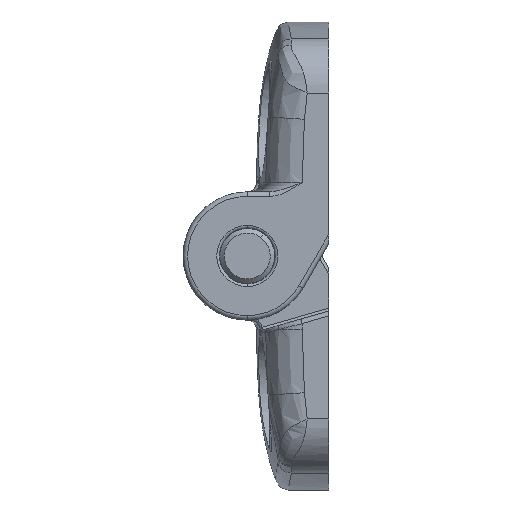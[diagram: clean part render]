
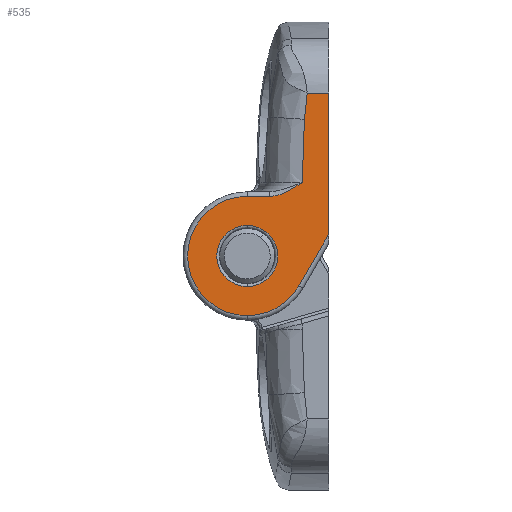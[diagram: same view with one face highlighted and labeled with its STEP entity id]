
A CAD part, left-side view. The second image highlights one B-rep face of the part: STEP entity #535.
In plain terms, the highlighted face is planar.
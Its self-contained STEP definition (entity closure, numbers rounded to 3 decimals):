
#23 = ORIENTED_EDGE ( 'NONE', *, *, #1896, .T. ) ;
#28 = ORIENTED_EDGE ( 'NONE', *, *, #2028, .T. ) ;
#88 = ORIENTED_EDGE ( 'NONE', *, *, #2043, .T. ) ;
#117 = VERTEX_POINT ( 'NONE', #3425 ) ;
#173 = EDGE_LOOP ( 'NONE', ( #3822, #4235 ) ) ;
#222 = ORIENTED_EDGE ( 'NONE', *, *, #668, .T. ) ;
#232 = AXIS2_PLACEMENT_3D ( 'NONE', #1350, #1327, #1321 ) ;
#270 = ORIENTED_EDGE ( 'NONE', *, *, #2151, .T. ) ;
#298 = AXIS2_PLACEMENT_3D ( 'NONE', #1910, #1897, #1862 ) ;
#307 = LINE ( 'NONE', #526, #3215 ) ;
#347 = EDGE_CURVE ( 'NONE', #2888, #558, #2357, .T. ) ;
#379 = VERTEX_POINT ( 'NONE', #2861 ) ;
#380 = ORIENTED_EDGE ( 'NONE', *, *, #3413, .T. ) ;
#396 = ORIENTED_EDGE ( 'NONE', *, *, #2597, .F. ) ;
#408 = CARTESIAN_POINT ( 'NONE',  ( 24., 6.485, -6.5 ) ) ;
#460 = ORIENTED_EDGE ( 'NONE', *, *, #3405, .T. ) ;
#465 = CARTESIAN_POINT ( 'NONE',  ( 24., 0., 1.134 ) ) ;
#483 = CARTESIAN_POINT ( 'NONE',  ( 24., 2.514, -16.814 ) ) ;
#519 = CARTESIAN_POINT ( 'NONE',  ( 24., 8.9, 6.5 ) ) ;
#526 = CARTESIAN_POINT ( 'NONE',  ( 24., 7.351, 10.317 ) ) ;
#535 = ADVANCED_FACE ( 'NONE', ( #3223, #1274 ), #2030, .F. ) ;
#556 = DIRECTION ( 'NONE',  ( 0., -0.5, -0.866 ) ) ;
#558 = VERTEX_POINT ( 'NONE', #1840 ) ;
#625 = AXIS2_PLACEMENT_3D ( 'NONE', #1590, #1588, #1580 ) ;
#668 = EDGE_CURVE ( 'NONE', #3120, #3016, #3663, .T. ) ;
#894 = CIRCLE ( 'NONE', #625, 3.325 ) ;
#897 = CARTESIAN_POINT ( 'NONE',  ( 24., 2.677, -14.899 ) ) ;
#965 = DIRECTION ( 'NONE',  ( 0., 0., 1. ) ) ;
#972 = DIRECTION ( 'NONE',  ( 1., 0., 0. ) ) ;
#973 = CARTESIAN_POINT ( 'NONE',  ( 24., 8.9, 0. ) ) ;
#991 = VERTEX_POINT ( 'NONE', #2057 ) ;
#1057 = DIRECTION ( 'NONE',  ( 0., 1., 0. ) ) ;
#1082 = CARTESIAN_POINT ( 'NONE',  ( 24., 7.9, -6.5 ) ) ;
#1106 = VERTEX_POINT ( 'NONE', #408 ) ;
#1214 = CARTESIAN_POINT ( 'NONE',  ( 24., 3.271, 3.25 ) ) ;
#1217 = CARTESIAN_POINT ( 'NONE',  ( 24., 6.485, -6.5 ) ) ;
#1218 = CARTESIAN_POINT ( 'NONE',  ( 24., 6.153, -6.5 ) ) ;
#1224 = CARTESIAN_POINT ( 'NONE',  ( 24., 5.83, -6.555 ) ) ;
#1232 = CARTESIAN_POINT ( 'NONE',  ( 24., 5.195, -6.733 ) ) ;
#1233 = CARTESIAN_POINT ( 'NONE',  ( 24., 4.889, -6.857 ) ) ;
#1240 = CARTESIAN_POINT ( 'NONE',  ( 24., 4.302, -7.141 ) ) ;
#1248 = CARTESIAN_POINT ( 'NONE',  ( 24., 4.019, -7.302 ) ) ;
#1254 = CARTESIAN_POINT ( 'NONE',  ( 24., 3.462, -7.642 ) ) ;
#1274 = FACE_OUTER_BOUND ( 'NONE', #3459, .T. ) ;
#1284 = CARTESIAN_POINT ( 'NONE',  ( 24., 3.187, -7.822 ) ) ;
#1310 = CARTESIAN_POINT ( 'NONE',  ( 24., 2.915, -8. ) ) ;
#1321 = DIRECTION ( 'NONE',  ( 0., 0., 1. ) ) ;
#1327 = DIRECTION ( 'NONE',  ( 1., 0., 0. ) ) ;
#1350 = CARTESIAN_POINT ( 'NONE',  ( 24., 8.9, 0. ) ) ;
#1480 = DIRECTION ( 'NONE',  ( -1., 0., 0. ) ) ;
#1517 = VECTOR ( 'NONE', #3851, 1000. ) ;
#1580 = DIRECTION ( 'NONE',  ( 0., 0., 1. ) ) ;
#1588 = DIRECTION ( 'NONE',  ( -1., 0., 0. ) ) ;
#1590 = CARTESIAN_POINT ( 'NONE',  ( 24., 8.9, 0. ) ) ;
#1594 = CARTESIAN_POINT ( 'NONE',  ( 24., 0., -17.761 ) ) ;
#1658 = VERTEX_POINT ( 'NONE', #1961 ) ;
#1695 = VECTOR ( 'NONE', #3470, 1000. ) ;
#1777 = EDGE_CURVE ( 'NONE', #991, #117, #894, .T. ) ;
#1840 = CARTESIAN_POINT ( 'NONE',  ( 24., 2.915, -8. ) ) ;
#1862 = DIRECTION ( 'NONE',  ( 0., 0., 1. ) ) ;
#1896 = EDGE_CURVE ( 'NONE', #558, #1106, #2449, .T. ) ;
#1897 = DIRECTION ( 'NONE',  ( -1., 0., 0. ) ) ;
#1910 = CARTESIAN_POINT ( 'NONE',  ( 24., 7.9, 10. ) ) ;
#1958 = LINE ( 'NONE', #1082, #3712 ) ;
#1961 = CARTESIAN_POINT ( 'NONE',  ( 24., 2.371, -17.761 ) ) ;
#2028 = EDGE_CURVE ( 'NONE', #1106, #379, #1958, .T. ) ;
#2030 = PLANE ( 'NONE',  #298 ) ;
#2043 = EDGE_CURVE ( 'NONE', #379, #3120, #2811, .T. ) ;
#2057 = CARTESIAN_POINT ( 'NONE',  ( 24., 8.9, -3.325 ) ) ;
#2151 = EDGE_CURVE ( 'NONE', #3016, #3715, #307, .T. ) ;
#2312 = CARTESIAN_POINT ( 'NONE',  ( 24., 2.677, -14.899 ) ) ;
#2355 = AXIS2_PLACEMENT_3D ( 'NONE', #3617, #1480, #3868 ) ;
#2357 = B_SPLINE_CURVE_WITH_KNOTS ( 'NONE', 3,
 ( #3616, #2791, #2805, #2764 ),
 .UNSPECIFIED., .F., .F.,
 ( 4, 4 ),
 ( 0., 0.007 ),
 .UNSPECIFIED. ) ;
#2449 = B_SPLINE_CURVE_WITH_KNOTS ( 'NONE', 3,
 ( #1310, #1284, #1254, #1248, #1240, #1233, #1232, #1224, #1218, #1217 ),
 .UNSPECIFIED., .F., .F.,
 ( 4, 2, 2, 2, 4 ),
 ( 0., 0.001, 0.002, 0.003, 0.004 ),
 .UNSPECIFIED. ) ;
#2597 = EDGE_CURVE ( 'NONE', #1658, #3780, #2610, .T. ) ;
#2610 = LINE ( 'NONE', #3787, #1517 ) ;
#2671 = LINE ( 'NONE', #465, #1695 ) ;
#2746 = CARTESIAN_POINT ( 'NONE',  ( 24., 2.371, -17.761 ) ) ;
#2764 = CARTESIAN_POINT ( 'NONE',  ( 24., 2.915, -8. ) ) ;
#2791 = CARTESIAN_POINT ( 'NONE',  ( 24., 2.822, -12.601 ) ) ;
#2805 = CARTESIAN_POINT ( 'NONE',  ( 24., 2.901, -10.302 ) ) ;
#2811 = CIRCLE ( 'NONE', #3083, 6.5 ) ;
#2861 = CARTESIAN_POINT ( 'NONE',  ( 24., 8.9, -6.5 ) ) ;
#2888 = VERTEX_POINT ( 'NONE', #2312 ) ;
#3016 = VERTEX_POINT ( 'NONE', #1214 ) ;
#3083 = AXIS2_PLACEMENT_3D ( 'NONE', #973, #972, #965 ) ;
#3120 = VERTEX_POINT ( 'NONE', #519 ) ;
#3126 = CARTESIAN_POINT ( 'NONE',  ( 24., 2.616, -15.86 ) ) ;
#3215 = VECTOR ( 'NONE', #556, 1000. ) ;
#3223 = FACE_BOUND ( 'NONE', #173, .T. ) ;
#3405 = EDGE_CURVE ( 'NONE', #1658, #2888, #4293, .T. ) ;
#3413 = EDGE_CURVE ( 'NONE', #3715, #3780, #2671, .T. ) ;
#3425 = CARTESIAN_POINT ( 'NONE',  ( 24., 8.9, 3.325 ) ) ;
#3459 = EDGE_LOOP ( 'NONE', ( #4316, #23, #28, #88, #222, #270, #380, #396, #460 ) ) ;
#3470 = DIRECTION ( 'NONE',  ( 0., 0., -1. ) ) ;
#3597 = EDGE_CURVE ( 'NONE', #117, #991, #4026, .T. ) ;
#3616 = CARTESIAN_POINT ( 'NONE',  ( 24., 2.677, -14.899 ) ) ;
#3617 = CARTESIAN_POINT ( 'NONE',  ( 24., 8.9, 0. ) ) ;
#3663 = CIRCLE ( 'NONE', #232, 6.5 ) ;
#3712 = VECTOR ( 'NONE', #1057, 1000. ) ;
#3715 = VERTEX_POINT ( 'NONE', #3902 ) ;
#3780 = VERTEX_POINT ( 'NONE', #1594 ) ;
#3787 = CARTESIAN_POINT ( 'NONE',  ( 24., 15.9, -17.761 ) ) ;
#3822 = ORIENTED_EDGE ( 'NONE', *, *, #3597, .T. ) ;
#3851 = DIRECTION ( 'NONE',  ( 0., -1., 0. ) ) ;
#3868 = DIRECTION ( 'NONE',  ( 0., 0., 1. ) ) ;
#3902 = CARTESIAN_POINT ( 'NONE',  ( 24., 0., -2.415 ) ) ;
#4026 = CIRCLE ( 'NONE', #2355, 3.325 ) ;
#4235 = ORIENTED_EDGE ( 'NONE', *, *, #1777, .T. ) ;
#4293 = B_SPLINE_CURVE_WITH_KNOTS ( 'NONE', 3,
 ( #2746, #483, #3126, #897 ),
 .UNSPECIFIED., .F., .F.,
 ( 4, 4 ),
 ( 0.005, 0.008 ),
 .UNSPECIFIED. ) ;
#4316 = ORIENTED_EDGE ( 'NONE', *, *, #347, .T. ) ;
